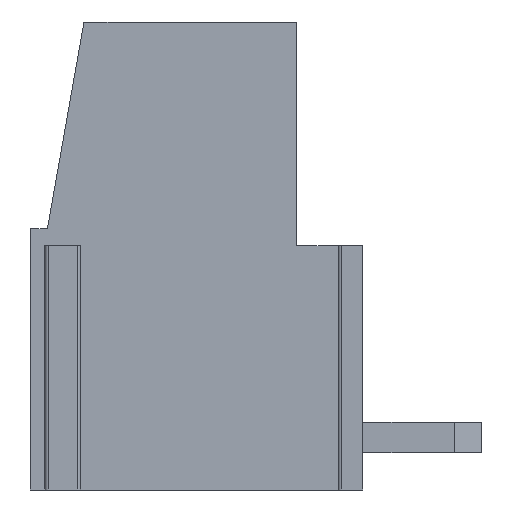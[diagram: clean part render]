
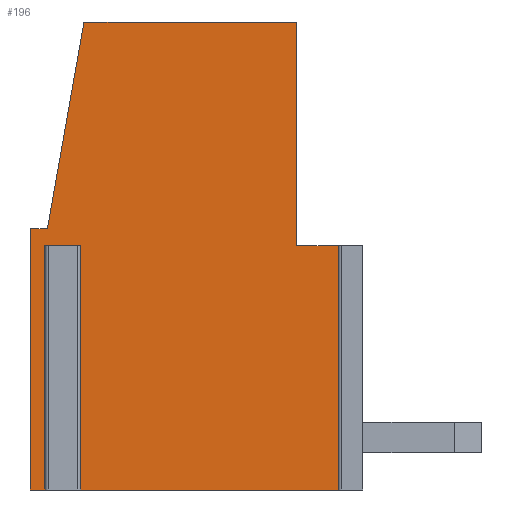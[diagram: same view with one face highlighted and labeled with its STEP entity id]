
A CAD part, left-side view. The second image highlights one B-rep face of the part: STEP entity #196.
In plain terms, the highlighted planar face has unit normal (-1, 0, 0).
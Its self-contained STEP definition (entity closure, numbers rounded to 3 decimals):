
#196 = ADVANCED_FACE( '', ( #435 ), #436, .F. );
#435 = FACE_OUTER_BOUND( '', #721, .T. );
#436 = PLANE( '', #722 );
#721 = EDGE_LOOP( '', ( #1191, #1192, #1193, #1194, #1195, #1196, #1197, #1198, #1199, #1200, #1201, #1202 ) );
#722 = AXIS2_PLACEMENT_3D( '', #1203, #1204, #1205 );
#1191 = ORIENTED_EDGE( '', *, *, #1838, .T. );
#1192 = ORIENTED_EDGE( '', *, *, #1852, .T. );
#1193 = ORIENTED_EDGE( '', *, *, #1735, .T. );
#1194 = ORIENTED_EDGE( '', *, *, #1853, .T. );
#1195 = ORIENTED_EDGE( '', *, *, #1854, .T. );
#1196 = ORIENTED_EDGE( '', *, *, #1756, .T. );
#1197 = ORIENTED_EDGE( '', *, *, #1855, .T. );
#1198 = ORIENTED_EDGE( '', *, *, #1808, .F. );
#1199 = ORIENTED_EDGE( '', *, *, #1856, .T. );
#1200 = ORIENTED_EDGE( '', *, *, #1857, .F. );
#1201 = ORIENTED_EDGE( '', *, *, #1858, .T. );
#1202 = ORIENTED_EDGE( '', *, *, #1802, .F. );
#1203 = CARTESIAN_POINT( '', ( -10.16, 1.812, -1.38 ) );
#1204 = DIRECTION( '', ( 1., 0., 0. ) );
#1205 = DIRECTION( '', ( 0., -1., 0. ) );
#1735 = EDGE_CURVE( '', #2078, #2079, #2080, .T. );
#1756 = EDGE_CURVE( '', #2115, #2112, #2116, .T. );
#1802 = EDGE_CURVE( '', #2186, #2188, #2189, .T. );
#1808 = EDGE_CURVE( '', #2198, #2200, #2201, .T. );
#1838 = EDGE_CURVE( '', #2186, #2244, #2246, .T. );
#1852 = EDGE_CURVE( '', #2244, #2078, #2264, .T. );
#1853 = EDGE_CURVE( '', #2079, #2265, #2266, .T. );
#1854 = EDGE_CURVE( '', #2265, #2115, #2267, .T. );
#1855 = EDGE_CURVE( '', #2112, #2200, #2268, .T. );
#1856 = EDGE_CURVE( '', #2198, #2269, #2270, .T. );
#1857 = EDGE_CURVE( '', #2271, #2269, #2272, .T. );
#1858 = EDGE_CURVE( '', #2271, #2188, #2273, .T. );
#2078 = VERTEX_POINT( '', #2563 );
#2079 = VERTEX_POINT( '', #2564 );
#2080 = LINE( '', #2565, #2566 );
#2112 = VERTEX_POINT( '', #2613 );
#2115 = VERTEX_POINT( '', #2617 );
#2116 = LINE( '', #2618, #2619 );
#2186 = VERTEX_POINT( '', #2721 );
#2188 = VERTEX_POINT( '', #2724 );
#2189 = LINE( '', #2725, #2726 );
#2198 = VERTEX_POINT( '', #2737 );
#2200 = VERTEX_POINT( '', #2740 );
#2201 = LINE( '', #2741, #2742 );
#2244 = VERTEX_POINT( '', #2804 );
#2246 = LINE( '', #2807, #2808 );
#2264 = LINE( '', #2833, #2834 );
#2265 = VERTEX_POINT( '', #2835 );
#2266 = LINE( '', #2836, #2837 );
#2267 = LINE( '', #2838, #2839 );
#2268 = LINE( '', #2840, #2841 );
#2269 = VERTEX_POINT( '', #2842 );
#2270 = LINE( '', #2843, #2844 );
#2271 = VERTEX_POINT( '', #2845 );
#2272 = LINE( '', #2846, #2847 );
#2273 = LINE( '', #2848, #2849 );
#2563 = CARTESIAN_POINT( '', ( -10.16, -7.85, 7.2 ) );
#2564 = CARTESIAN_POINT( '', ( -10.16, -7.85, 13.8 ) );
#2565 = CARTESIAN_POINT( '', ( -10.16, -7.85, -11.5 ) );
#2566 = VECTOR( '', #3127, 1000. );
#2613 = CARTESIAN_POINT( '', ( -10.16, 0., 7.7 ) );
#2617 = CARTESIAN_POINT( '', ( -10.16, -0.5, 7.7 ) );
#2618 = CARTESIAN_POINT( '', ( -10.16, 0., 7.7 ) );
#2619 = VECTOR( '', #3144, 1000. );
#2721 = CARTESIAN_POINT( '', ( -10.16, -9.346, 0. ) );
#2724 = CARTESIAN_POINT( '', ( -10.16, -1.204, 0. ) );
#2725 = CARTESIAN_POINT( '', ( -10.16, 0., 0. ) );
#2726 = VECTOR( '', #3187, 1000. );
#2737 = CARTESIAN_POINT( '', ( -10.16, -0.696, 0. ) );
#2740 = CARTESIAN_POINT( '', ( -10.16, 0., 0. ) );
#2741 = CARTESIAN_POINT( '', ( -10.16, 0., 0. ) );
#2742 = VECTOR( '', #3197, 1000. );
#2804 = CARTESIAN_POINT( '', ( -10.16, -9.346, 7.2 ) );
#2807 = CARTESIAN_POINT( '', ( -10.16, -9.346, -11.5 ) );
#2808 = VECTOR( '', #3233, 1000. );
#2833 = CARTESIAN_POINT( '', ( -10.16, 0., 7.2 ) );
#2834 = VECTOR( '', #3244, 1000. );
#2835 = CARTESIAN_POINT( '', ( -10.16, -1.576, 13.8 ) );
#2836 = CARTESIAN_POINT( '', ( -10.16, 0., 13.8 ) );
#2837 = VECTOR( '', #3245, 1000. );
#2838 = CARTESIAN_POINT( '', ( -10.16, 2.885, -11.5 ) );
#2839 = VECTOR( '', #3246, 1000. );
#2840 = CARTESIAN_POINT( '', ( -10.16, 0., -11.5 ) );
#2841 = VECTOR( '', #3247, 1000. );
#2842 = CARTESIAN_POINT( '', ( -10.16, -0.696, 7.2 ) );
#2843 = CARTESIAN_POINT( '', ( -10.16, -0.696, -11.5 ) );
#2844 = VECTOR( '', #3248, 1000. );
#2845 = CARTESIAN_POINT( '', ( -10.16, -1.204, 7.2 ) );
#2846 = CARTESIAN_POINT( '', ( -10.16, 0., 7.2 ) );
#2847 = VECTOR( '', #3249, 1000. );
#2848 = CARTESIAN_POINT( '', ( -10.16, -1.204, -11.5 ) );
#2849 = VECTOR( '', #3250, 1000. );
#3127 = DIRECTION( '', ( 0., 0., 1. ) );
#3144 = DIRECTION( '', ( 0., 1., 0. ) );
#3187 = DIRECTION( '', ( 0., 1., 0. ) );
#3197 = DIRECTION( '', ( 0., 1., 0. ) );
#3233 = DIRECTION( '', ( 0., 0., 1. ) );
#3244 = DIRECTION( '', ( 0., 1., 0. ) );
#3245 = DIRECTION( '', ( 0., 1., 0. ) );
#3246 = DIRECTION( '', ( 0., 0.174, -0.985 ) );
#3247 = DIRECTION( '', ( 0., 0., -1. ) );
#3248 = DIRECTION( '', ( 0., 0., 1. ) );
#3249 = DIRECTION( '', ( 0., 1., 0. ) );
#3250 = DIRECTION( '', ( 0., 0., -1. ) );
